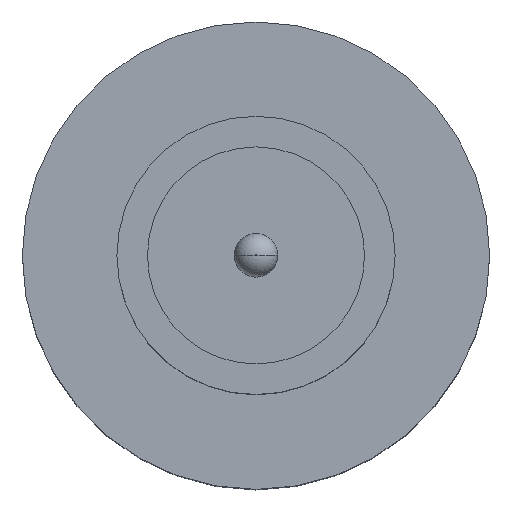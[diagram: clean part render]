
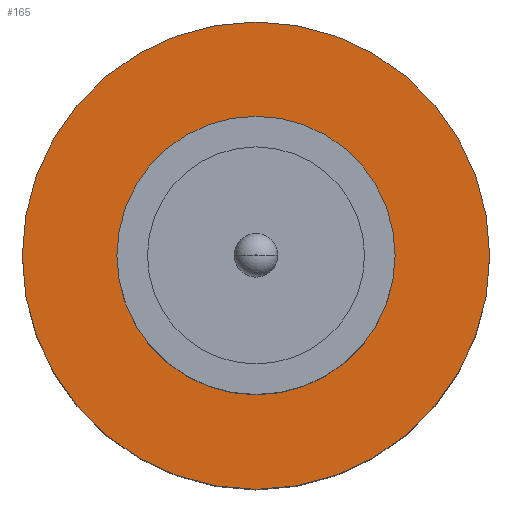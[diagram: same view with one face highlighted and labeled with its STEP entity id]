
A CAD part, top view. The second image highlights one B-rep face of the part: STEP entity #165.
In plain terms, the highlighted planar face has unit normal (0, 0, 1).
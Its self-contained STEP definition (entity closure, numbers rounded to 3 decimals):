
#4 = CARTESIAN_POINT ( 'NONE',  ( 0., 0., 1.55 ) ) ;
#12 = FACE_BOUND ( 'NONE', #144, .T. ) ;
#21 = CARTESIAN_POINT ( 'NONE',  ( 0., 0., 1.55 ) ) ;
#53 = EDGE_CURVE ( 'NONE', #349, #818, #245, .T. ) ;
#89 = CIRCLE ( 'NONE', #386, 1.25 ) ;
#109 = DIRECTION ( 'NONE',  ( 1., 0., 0. ) ) ;
#134 = CARTESIAN_POINT ( 'NONE',  ( -2.1, 0., 1.55 ) ) ;
#144 = EDGE_LOOP ( 'NONE', ( #189, #413 ) ) ;
#151 = DIRECTION ( 'NONE',  ( 1., 0., 0. ) ) ;
#165 = ADVANCED_FACE ( 'NONE', ( #12, #994 ), #649, .T. ) ;
#173 = DIRECTION ( 'NONE',  ( 0., 0., 1. ) ) ;
#189 = ORIENTED_EDGE ( 'NONE', *, *, #53, .F. ) ;
#192 = ORIENTED_EDGE ( 'NONE', *, *, #730, .T. ) ;
#214 = EDGE_LOOP ( 'NONE', ( #376, #192 ) ) ;
#245 = CIRCLE ( 'NONE', #622, 1.25 ) ;
#256 = EDGE_CURVE ( 'NONE', #818, #349, #89, .T. ) ;
#310 = DIRECTION ( 'NONE',  ( 1., 0., 0. ) ) ;
#325 = DIRECTION ( 'NONE',  ( 1., 0., 0. ) ) ;
#336 = DIRECTION ( 'NONE',  ( 0., 0., 1. ) ) ;
#349 = VERTEX_POINT ( 'NONE', #356 ) ;
#356 = CARTESIAN_POINT ( 'NONE',  ( 1.25, 0., 1.55 ) ) ;
#364 = CARTESIAN_POINT ( 'NONE',  ( 2.1, 0., 1.55 ) ) ;
#376 = ORIENTED_EDGE ( 'NONE', *, *, #657, .T. ) ;
#386 = AXIS2_PLACEMENT_3D ( 'NONE', #416, #336, #109 ) ;
#392 = CIRCLE ( 'NONE', #733, 2.1 ) ;
#405 = CARTESIAN_POINT ( 'NONE',  ( -1.25, 0., 1.55 ) ) ;
#413 = ORIENTED_EDGE ( 'NONE', *, *, #256, .F. ) ;
#416 = CARTESIAN_POINT ( 'NONE',  ( 0., 0., 1.55 ) ) ;
#460 = DIRECTION ( 'NONE',  ( 0., 0., 1. ) ) ;
#465 = CARTESIAN_POINT ( 'NONE',  ( 0., 0., 1.55 ) ) ;
#474 = VERTEX_POINT ( 'NONE', #364 ) ;
#476 = DIRECTION ( 'NONE',  ( 1., 0., 0. ) ) ;
#523 = VERTEX_POINT ( 'NONE', #134 ) ;
#621 = CARTESIAN_POINT ( 'NONE',  ( 0., 0., 1.55 ) ) ;
#622 = AXIS2_PLACEMENT_3D ( 'NONE', #621, #460, #310 ) ;
#649 = PLANE ( 'NONE',  #855 ) ;
#657 = EDGE_CURVE ( 'NONE', #523, #474, #392, .T. ) ;
#712 = DIRECTION ( 'NONE',  ( 0., 0., 1. ) ) ;
#720 = AXIS2_PLACEMENT_3D ( 'NONE', #465, #712, #151 ) ;
#730 = EDGE_CURVE ( 'NONE', #474, #523, #757, .T. ) ;
#733 = AXIS2_PLACEMENT_3D ( 'NONE', #4, #934, #476 ) ;
#757 = CIRCLE ( 'NONE', #720, 2.1 ) ;
#818 = VERTEX_POINT ( 'NONE', #405 ) ;
#855 = AXIS2_PLACEMENT_3D ( 'NONE', #21, #173, #325 ) ;
#934 = DIRECTION ( 'NONE',  ( 0., 0., 1. ) ) ;
#994 = FACE_OUTER_BOUND ( 'NONE', #214, .T. ) ;
